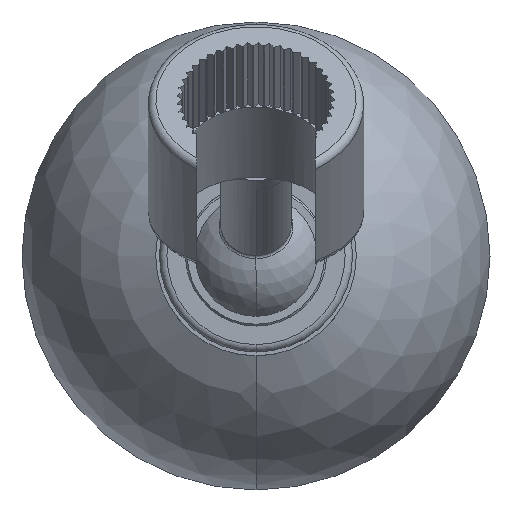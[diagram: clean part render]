
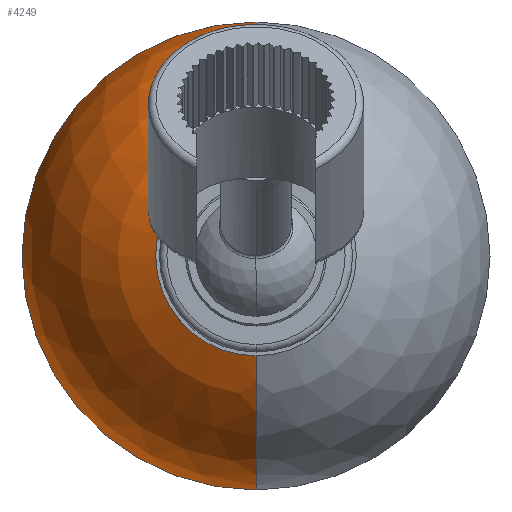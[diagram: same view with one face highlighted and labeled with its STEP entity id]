
A CAD part, top view. The second image highlights one B-rep face of the part: STEP entity #4249.
In plain terms, the highlighted spherical face has radius 31.539 mm.
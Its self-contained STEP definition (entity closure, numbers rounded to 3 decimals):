
#369=CARTESIAN_POINT('',(0.,0.,27.371));
#370=DIRECTION('',(0.,0.,-1.));
#371=DIRECTION('',(0.,-1.,0.));
#372=AXIS2_PLACEMENT_3D('',#369,#370,#371);
#374=CARTESIAN_POINT('',(0.,0.,0.));
#375=DIRECTION('',(0.,0.,-1.));
#376=DIRECTION('',(0.,-1.,0.));
#377=AXIS2_PLACEMENT_3D('',#374,#375,#376);
#384=CARTESIAN_POINT('',(0.,0.,-1.563));
#385=DIRECTION('',(1.,0.,0.));
#386=DIRECTION('',(0.,0.999,0.05));
#387=AXIS2_PLACEMENT_3D('',#384,#385,#386);
#394=CARTESIAN_POINT('',(0.,0.,-1.563));
#395=DIRECTION('',(-1.,0.,0.));
#396=DIRECTION('',(0.,-0.999,0.05));
#397=AXIS2_PLACEMENT_3D('',#394,#395,#396);
#2739=CARTESIAN_POINT('',(0.,-31.5,0.));
#2740=CARTESIAN_POINT('',(0.,31.5,0.));
#2741=VERTEX_POINT('',#2739);
#2742=VERTEX_POINT('',#2740);
#2755=CARTESIAN_POINT('',(0.,-12.551,27.371));
#2756=CARTESIAN_POINT('',(0.,12.551,27.371));
#2757=VERTEX_POINT('',#2755);
#2758=VERTEX_POINT('',#2756);
#4235=CARTESIAN_POINT('',(0.,0.,-1.563));
#4236=DIRECTION('',(0.,0.,-1.));
#4237=DIRECTION('',(0.,1.,0.));
#4238=AXIS2_PLACEMENT_3D('',#4235,#4236,#4237);
#4239=SPHERICAL_SURFACE('',#4238,31.539);
#4240=ORIENTED_EDGE('',*,*,#4217,.F.);
#4242=ORIENTED_EDGE('',*,*,#4241,.F.);
#4244=ORIENTED_EDGE('',*,*,#4243,.T.);
#4246=ORIENTED_EDGE('',*,*,#4245,.T.);
#4247=EDGE_LOOP('',(#4240,#4242,#4244,#4246));
#4248=FACE_OUTER_BOUND('',#4247,.F.);
#4249=ADVANCED_FACE('',(#4248),#4239,.T.);
#373=CIRCLE('',#372,12.551);
#378=CIRCLE('',#377,31.5);
#388=CIRCLE('',#387,31.539);
#398=CIRCLE('',#397,31.539);
#4217=EDGE_CURVE('',#2757,#2758,#373,.T.);
#4241=EDGE_CURVE('',#2741,#2757,#398,.T.);
#4243=EDGE_CURVE('',#2741,#2742,#378,.T.);
#4245=EDGE_CURVE('',#2742,#2758,#388,.T.);
